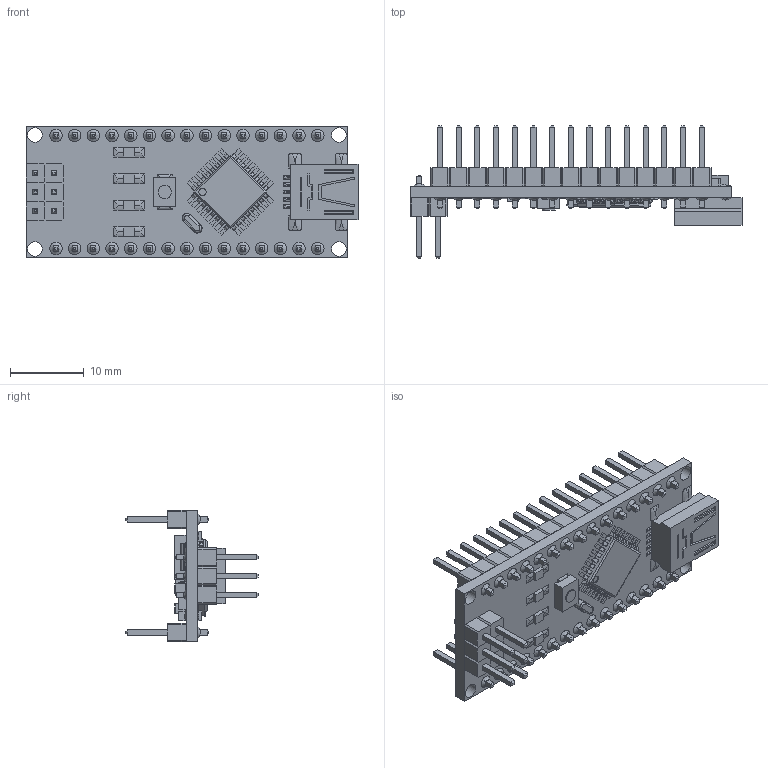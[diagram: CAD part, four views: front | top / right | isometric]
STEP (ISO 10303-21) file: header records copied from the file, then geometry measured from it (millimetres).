
FILE_DESCRIPTION(/* description */ (''),/* implementation_level */ '2;1');
FILE_NAME(/* name */ 'NanoV3 v4.step',/* time_stamp */ '2016-10-25T14:31:52-04:00',/* author */ (''),/* organization */ (''),/* preprocessor_version */ 'ST-DEVELOPER v16.5',/* originating_system */ 'Autodesk Translation Framework v5.2.0.2031',/* authorisation */ '');
FILE_SCHEMA (('AUTOMOTIVE_DESIGN { 1 0 10303 214 3 1 1 }'));
Length unit declared in the file: centimetre
Products named in the file (25): NanoV3 v4; PCB; TopFace; switch; Leds; Led; Led (1); PinEnd; chip1; USB; Crystal; BottomFace; PinRow2; Pin (1); PinRow1; Pin; Resistors; Res; caps; cap; Chip; respacks; respack; diode; vreg
Assembly tree (66 placements, depth 5):
  NanoV3 v4
    PCB
      TopFace
        switch
        Leds
          Led  x3
          Led (1)
        PinEnd
          Pin  x6
        chip1
        USB
        Crystal
      BottomFace
        PinRow2
          Pin (1)  x15
        PinRow1
          Pin  x15
        Resistors
          Res  x5
        caps
          cap  x2
        Chip
        respacks
          respack  x2
        diode
        vreg
Bounding box: 45.1 x 18 x 17.9 mm (x, y, z)
Volume: 2358.3 mm3; surface area: 6221.4 mm2
Topology: 262 solids, 262 shells, 2643 faces, 6228 edges, 4046 vertices
Faces by surface type: plane 2215, cylinder 304, bspline 86, cone 36, torus 2
Full cylindrical faces by diameter (mm): 0.997 x1, 1 x1, 1.8 x1, 2 x4
Entity records: 25833 total; most frequent: CARTESIAN_POINT 6131, ORIENTED_EDGE 5298, EDGE_CURVE 2649, LINE 2059, VERTEX_POINT 1696, AXIS2_PLACEMENT_3D 1522, EDGE_LOOP 1189, FACE_OUTER_BOUND 1149
